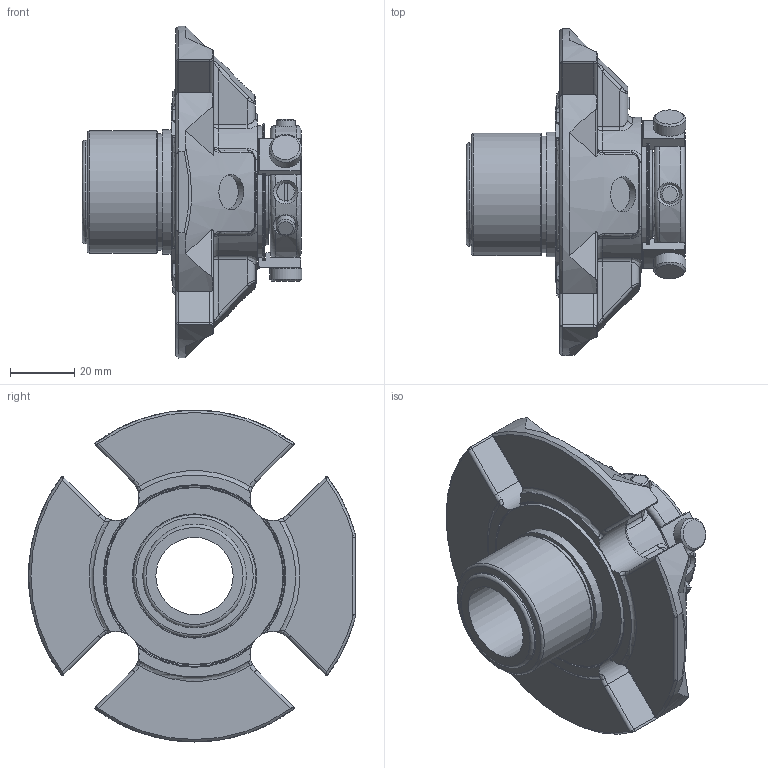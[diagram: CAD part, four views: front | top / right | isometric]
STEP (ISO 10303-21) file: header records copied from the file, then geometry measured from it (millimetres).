
FILE_DESCRIPTION(/* description */ ('Unknown'),/* implementation_level */ '2;1');
FILE_NAME(/* name */ '24MM',/* time_stamp */ '2023-02-14T09:39:39+00:00',/* author */ ('Unknown'),/* organization */ ('Unknown'),/* preprocessor_version */ 'ST-DEVELOPER v16.7',/* originating_system */ 'Solid Edge',/* authorisation */ 'Unknown');
FILE_SCHEMA (('AUTOMOTIVE_DESIGN {1 0 10303 214 3 1 1}'));
Length unit declared in the file: millimetre
Products named in the file (1): 24MM
Bounding box: 68.2 x 101.56 x 103.12 mm (x, y, z)
Volume: 140665.8 mm3; surface area: 37309.2 mm2
Topology: 1 solids, 1 shells, 587 faces, 1515 edges, 965 vertices
Faces by surface type: plane 219, cylinder 158, torus 74, bspline 68, cone 37, sphere 31
Full cylindrical faces by diameter (mm): 2.821 x1, 6 x6, 10 x3, 10.998 x3, 24.003 x1, 25.981 x1, 32.179 x1, 32.915 x1, 36.17 x1, 37.973 x1, 38.608 x2, 41.224 x1, 42.748 x1, 54.966 x1
Entity records: 24191 total; most frequent: CARTESIAN_POINT 6867, ORIENTED_EDGE 2848, DIRECTION 2550, EDGE_CURVE 1424, AXIS2_PLACEMENT_3D 1018, VERTEX_POINT 930, EDGE_LOOP 682, FACE_BOUND 682
